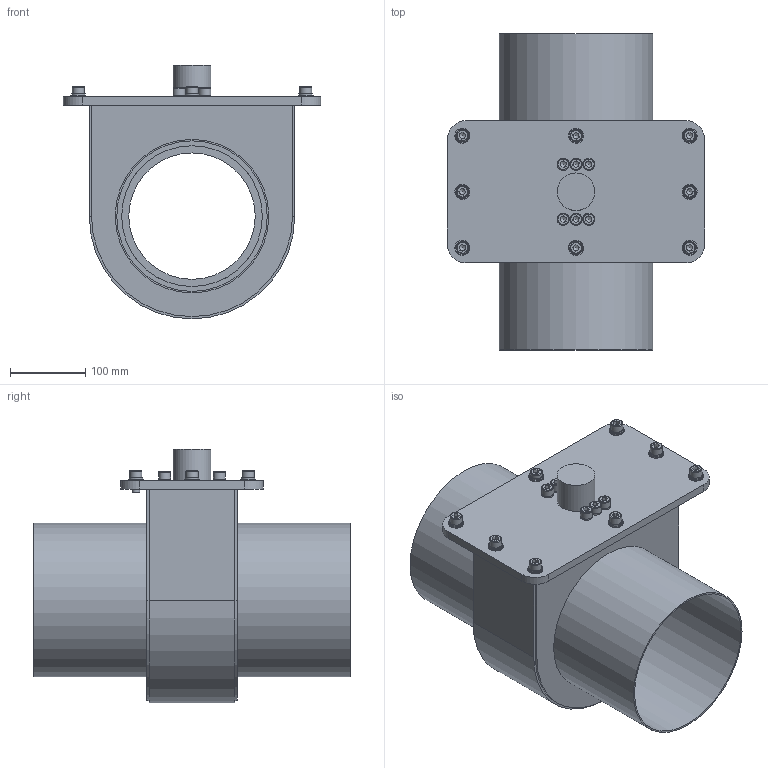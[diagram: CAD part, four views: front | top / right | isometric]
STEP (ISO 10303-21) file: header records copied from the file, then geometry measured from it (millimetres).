
FILE_DESCRIPTION (( 'STEP AP214' ), '1' );
FILE_NAME ('P-089-030-rev-A-M168.STEP', '2024-12-09T15:59:46', ( '' ), ( '' ), 'SwSTEP 2.0', 'SolidWorks 2024', '' );
FILE_SCHEMA (( 'AUTOMOTIVE_DESIGN' ));
Length unit declared in the file: millimetre
Products named in the file (1): P-089-030-rev-A-M168
Bounding box: 342 x 420 x 337.15 mm (x, y, z)
Volume: 6786905.8 mm3; surface area: 754671 mm2
Topology: 1 solids, 8 shells, 447 faces, 1024 edges, 638 vertices
Faces by surface type: plane 285, cylinder 90, torus 41, cone 31
Full cylindrical faces by diameter (mm): 10 x21, 10.2 x1, 10.35 x6, 10.5 x7, 15.88 x6, 16 x14, 18.1 x1, 20 x8, 50 x1, 168 x1, 200 x2, 204 x2
Entity records: 16223 total; most frequent: DIRECTION 2034, CARTESIAN_POINT 1976, ORIENTED_EDGE 1664, EDGE_CURVE 832, AXIS2_PLACEMENT_3D 778, EDGE_LOOP 650, VERTEX_POINT 576, FACE_OUTER_BOUND 546
